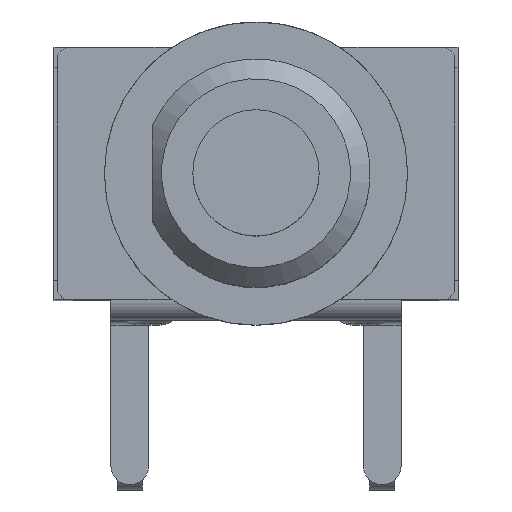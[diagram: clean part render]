
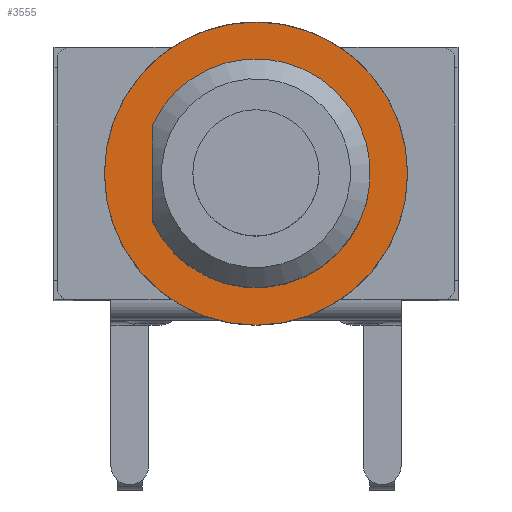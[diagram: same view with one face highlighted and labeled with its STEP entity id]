
A CAD part, top view. The second image highlights one B-rep face of the part: STEP entity #3555.
In plain terms, the highlighted planar face has unit normal (0, 0, 1).
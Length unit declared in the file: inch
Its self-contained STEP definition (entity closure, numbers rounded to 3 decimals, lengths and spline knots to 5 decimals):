
#44=FACE_BOUND('',#569,.T.);
#177=PLANE('',#3884);
#368=FACE_OUTER_BOUND('',#568,.T.);
#568=EDGE_LOOP('',(#3309));
#569=EDGE_LOOP('',(#3310,#3311));
#957=LINE('',#5989,#1345);
#1345=VECTOR('',#4882,0.3937);
#1462=CIRCLE('',#3883,0.09055);
#1463=CIRCLE('',#3885,0.12008);
#1783=VERTEX_POINT('',#5986);
#1784=VERTEX_POINT('',#5988);
#1785=VERTEX_POINT('',#5995);
#2292=EDGE_CURVE('',#1784,#1783,#957,.T.);
#2294=EDGE_CURVE('',#1783,#1784,#1462,.T.);
#2295=EDGE_CURVE('',#1785,#1785,#1463,.T.);
#3309=ORIENTED_EDGE('',*,*,#2295,.F.);
#3310=ORIENTED_EDGE('',*,*,#2292,.T.);
#3311=ORIENTED_EDGE('',*,*,#2294,.T.);
#3555=ADVANCED_FACE('',(#368,#44),#177,.F.);
#3883=AXIS2_PLACEMENT_3D('',#5993,#4888,#4889);
#3884=AXIS2_PLACEMENT_3D('',#5994,#4890,#4891);
#3885=AXIS2_PLACEMENT_3D('',#5996,#4892,#4893);
#4882=DIRECTION('',(0.,1.,0.));
#4888=DIRECTION('center_axis',(0.,0.,
-1.));
#4889=DIRECTION('ref_axis',(0.909,0.417,0.));
#4890=DIRECTION('center_axis',(0.,0.,
-1.));
#4891=DIRECTION('ref_axis',(1.,0.,0.));
#4892=DIRECTION('center_axis',(0.,0.,
-1.));
#4893=DIRECTION('ref_axis',(1.,0.,0.));
#5986=CARTESIAN_POINT('',(-0.08228,0.0378,0.3248));
#5988=CARTESIAN_POINT('',(-0.08228,-0.0378,0.3248));
#5989=CARTESIAN_POINT('',(-0.08228,-0.0189,0.3248));
#5993=CARTESIAN_POINT('Origin',(0.,0.,
0.3248));
#5994=CARTESIAN_POINT('Origin',(0.,0.,
0.3248));
#5995=CARTESIAN_POINT('',(-0.12008,0.,0.3248));
#5996=CARTESIAN_POINT('Origin',(0.,0.,
0.3248));
